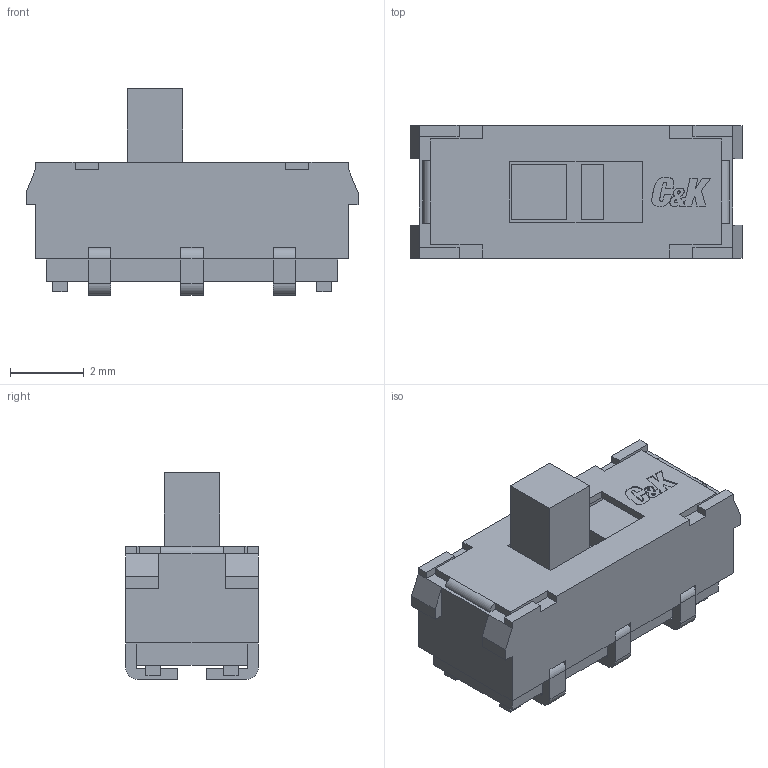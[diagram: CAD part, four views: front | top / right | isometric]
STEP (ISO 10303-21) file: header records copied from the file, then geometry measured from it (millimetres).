
FILE_DESCRIPTION(('FreeCAD Model'),'2;1');
FILE_NAME('1.step','2017-12-19T16:51:43',('kicad StepUp'),( 'ksu MCAD'),'Open CASCADE STEP processor 7.1','FreeCAD','Unknown');
FILE_SCHEMA(('AUTOMOTIVE_DESIGN { 1 0 10303 214 1 1 1 1 }'));
Length unit declared in the file: millimetre
Products named in the file (1): 1
Bounding box: 9 x 3.6 x 5.6 mm (x, y, z)
Volume: 97.1 mm3; surface area: 200.6 mm2
Topology: 1 solids, 1 shells, 243 faces, 643 edges, 422 vertices
Faces by surface type: plane 176, extrusion 47, cylinder 20
Entity records: 7927 total; most frequent: CARTESIAN_POINT 2034, ORIENTED_EDGE 1286, DIRECTION 1026, EDGE_CURVE 643, VECTOR 552, LINE 505, VERTEX_POINT 422, FACE_BOUND 263
